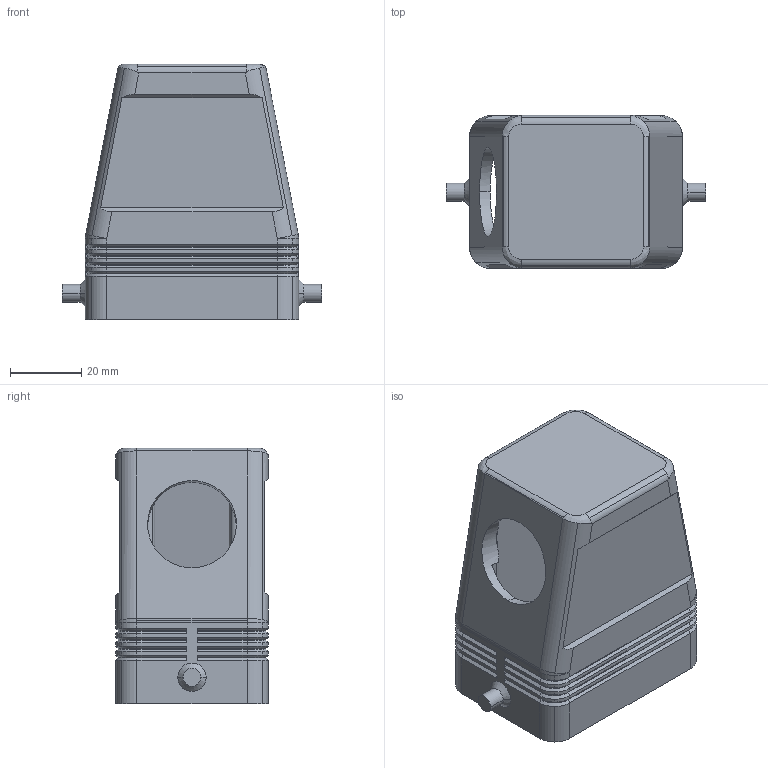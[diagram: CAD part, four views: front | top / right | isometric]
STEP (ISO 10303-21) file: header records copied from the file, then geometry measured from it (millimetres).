
FILE_DESCRIPTION(('CoCreate Modeling STEP Export'),'2;1');
FILE_NAME('MFON 06 L25.stp','2011-04-19T13:19:37',(''),(''),'CoCreate Modeling STEP processor for AP214 (Solid Model)','CoCreate Modeling 16.00A 16-Aug-2008 (C) Parametric Technology GmbH','');
FILE_SCHEMA(('AUTOMOTIVE_DESIGN { 1 0 10303 214 1 1 1 1 }'));
Length unit declared in the file: millimetre
Products named in the file (2): MFON_06_L25
Assembly tree (1 placements, depth 2):
  MFON_06_L25
    MFON_06_L25
Bounding box: 73 x 43 x 72 mm (x, y, z)
Volume: 54005.6 mm3; surface area: 28216.9 mm2
Topology: 1 solids, 1 shells, 308 faces, 746 edges, 442 vertices
Faces by surface type: plane 142, cylinder 114, cone 44, bspline 4, sphere 4
Entity records: 10919 total; most frequent: CARTESIAN_POINT 1790, ORIENTED_EDGE 1476, DIRECTION 1254, EDGE_CURVE 738, VECTOR 478, LINE 478, VERTEX_POINT 442, AXIS2_PLACEMENT_3D 388
